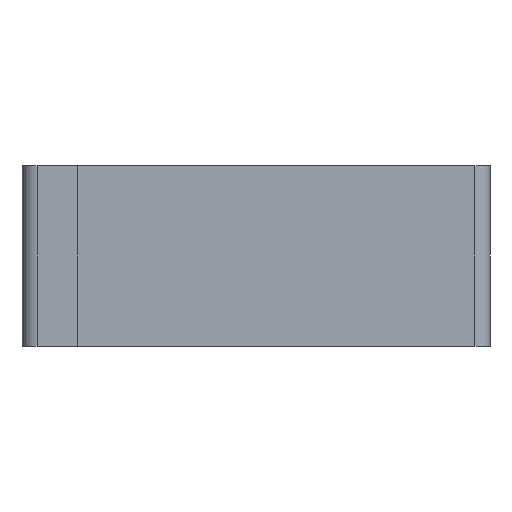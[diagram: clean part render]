
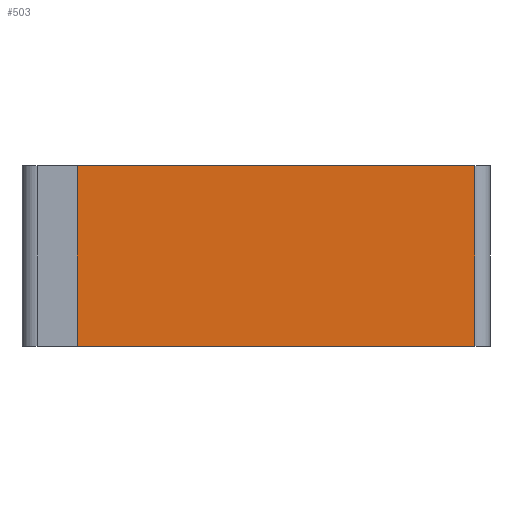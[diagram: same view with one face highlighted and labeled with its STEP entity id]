
A CAD part, left-side view. The second image highlights one B-rep face of the part: STEP entity #503.
In plain terms, the highlighted planar face has unit normal (-1, 0, 0).
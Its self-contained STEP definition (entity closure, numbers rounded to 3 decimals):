
#69=FACE_OUTER_BOUND('',#103,.T.);
#103=EDGE_LOOP('',(#421,#422,#423,#424));
#122=LINE('',#757,#172);
#143=LINE('',#816,#193);
#155=LINE('',#850,#205);
#157=LINE('',#853,#207);
#172=VECTOR('',#604,10.);
#193=VECTOR('',#659,10.);
#205=VECTOR('',#703,10.);
#207=VECTOR('',#707,10.);
#221=VERTEX_POINT('',#750);
#223=VERTEX_POINT('',#756);
#229=VERTEX_POINT('',#774);
#243=VERTEX_POINT('',#810);
#264=EDGE_CURVE('',#223,#221,#122,.T.);
#293=EDGE_CURVE('',#243,#229,#143,.T.);
#311=EDGE_CURVE('',#223,#229,#155,.T.);
#313=EDGE_CURVE('',#243,#221,#157,.T.);
#421=ORIENTED_EDGE('',*,*,#311,.T.);
#422=ORIENTED_EDGE('',*,*,#293,.F.);
#423=ORIENTED_EDGE('',*,*,#313,.T.);
#424=ORIENTED_EDGE('',*,*,#264,.F.);
#473=PLANE('',#567);
#503=ADVANCED_FACE('',(#69),#473,.F.);
#567=AXIS2_PLACEMENT_3D('',#852,#705,#706);
#604=DIRECTION('',(0.,1.,0.));
#659=DIRECTION('',(0.,-1.,0.));
#703=DIRECTION('',(0.,0.,1.));
#705=DIRECTION('center_axis',(1.,0.,0.));
#706=DIRECTION('ref_axis',(0.,1.,0.));
#707=DIRECTION('',(0.,0.,-1.));
#750=CARTESIAN_POINT('',(182.85,36.896,214.));
#756=CARTESIAN_POINT('',(182.85,-55.004,214.));
#757=CARTESIAN_POINT('',(182.85,38.496,214.));
#774=CARTESIAN_POINT('',(182.85,-55.004,252.));
#810=CARTESIAN_POINT('',(182.85,36.896,252.));
#816=CARTESIAN_POINT('',(182.85,38.496,252.));
#850=CARTESIAN_POINT('',(182.85,-55.004,247.));
#852=CARTESIAN_POINT('Origin',(182.85,-58.204,219.));
#853=CARTESIAN_POINT('',(182.85,36.896,219.));
